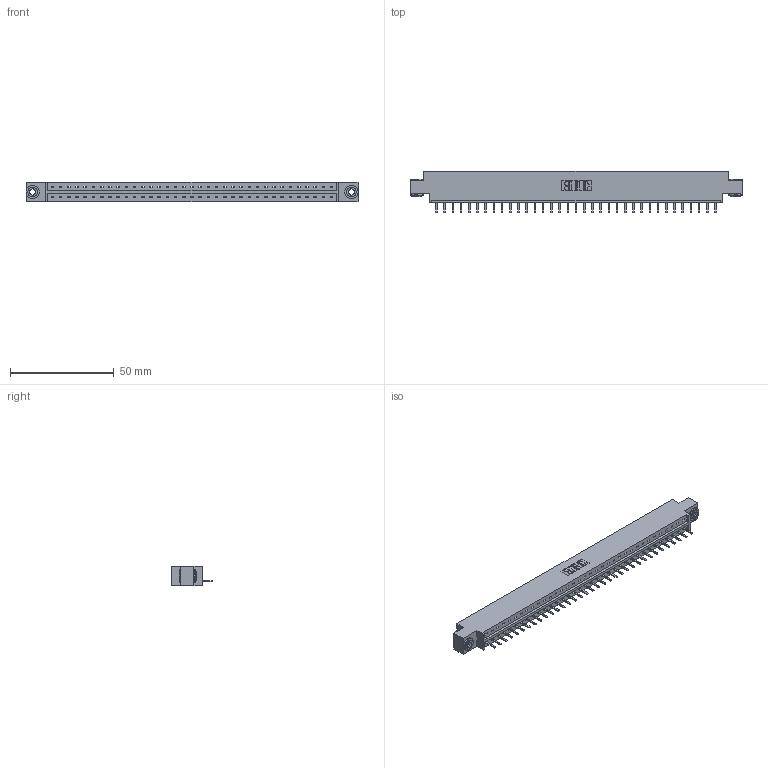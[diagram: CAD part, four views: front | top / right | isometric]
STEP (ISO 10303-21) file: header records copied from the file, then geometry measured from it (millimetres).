
FILE_DESCRIPTION (( 'STEP AP203' ), '1' );
FILE_NAME ('333-035-520-603.STEP', '2018-08-02T23:20:48', ( '' ), ( '' ), 'SwSTEP 2.0', 'SolidWorks 2016', '' );
FILE_SCHEMA (( 'CONFIG_CONTROL_DESIGN' ));
Length unit declared in the file: inch
Products named in the file (4): 345-292-001_345-293-120; 345-250-002_345-250-002-102; 333-035-520-603; 333 Part_Offset - .156 Dia - TH
Assembly tree (38 placements, depth 2):
  333-035-520-603
    333 Part_Offset - .156 Dia - TH
    345-292-001_345-293-120  x35
    345-250-002_345-250-002-102  x2
Bounding box: 160.22 x 20.02 x 9.4 mm (x, y, z)
Volume: 15753.7 mm3; surface area: 17071.8 mm2
Topology: 38 solids, 38 shells, 2326 faces, 6839 edges, 4462 vertices
Faces by surface type: plane 1624, cylinder 694, cone 8
Entity records: 23198 total; most frequent: CARTESIAN_POINT 3994, ORIENTED_EDGE 3946, DIRECTION 3405, EDGE_CURVE 1973, LINE 1817, VECTOR 1817, VERTEX_POINT 1310, AXIS2_PLACEMENT_3D 794
